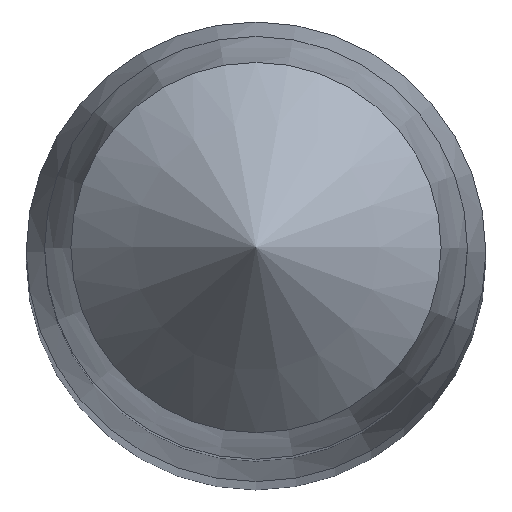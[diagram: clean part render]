
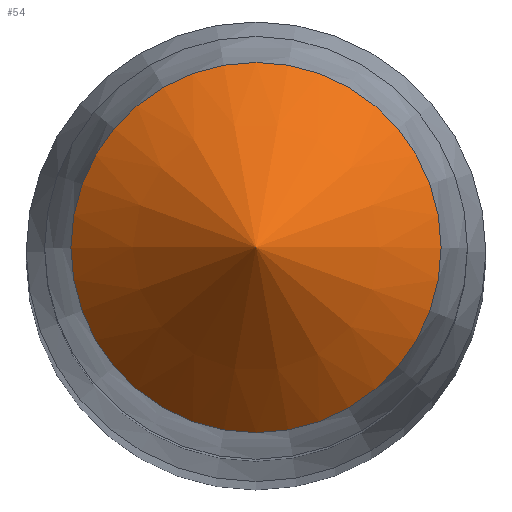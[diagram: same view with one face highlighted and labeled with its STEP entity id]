
A CAD part, top view. The second image highlights one B-rep face of the part: STEP entity #54.
In plain terms, the highlighted conical face has half-angle 45 degrees and reference radius 1.368 mm.
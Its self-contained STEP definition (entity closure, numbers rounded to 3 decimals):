
#34=VERTEX_LOOP('',#146);
#54=ADVANCED_FACE('',(#82,#83),#60,.T.);
#60=CONICAL_SURFACE('',#492,1.368,45.);
#82=FACE_BOUND('',#107,.T.);
#83=FACE_BOUND('',#34,.T.);
#107=EDGE_LOOP('',(#131));
#131=ORIENTED_EDGE('',*,*,#158,.F.);
#145=VERTEX_POINT('',#662);
#146=VERTEX_POINT('',#663);
#158=EDGE_CURVE('',#145,#145,#170,.T.);
#170=CIRCLE('',#491,1.128);
#491=AXIS2_PLACEMENT_3D('',#661,#577,#578);
#492=AXIS2_PLACEMENT_3D('',#664,#579,#580);
#577=DIRECTION('',(0.,0.,-1.));
#578=DIRECTION('',(1.,0.,0.));
#579=DIRECTION('',(0.,0.,-1.));
#580=DIRECTION('',(-1.,0.,0.));
#661=CARTESIAN_POINT('',(0.,0.,49.622));
#662=CARTESIAN_POINT('',(1.128,0.,49.622));
#663=CARTESIAN_POINT('',(0.,0.,50.75));
#664=CARTESIAN_POINT('',(0.,0.,49.382));
